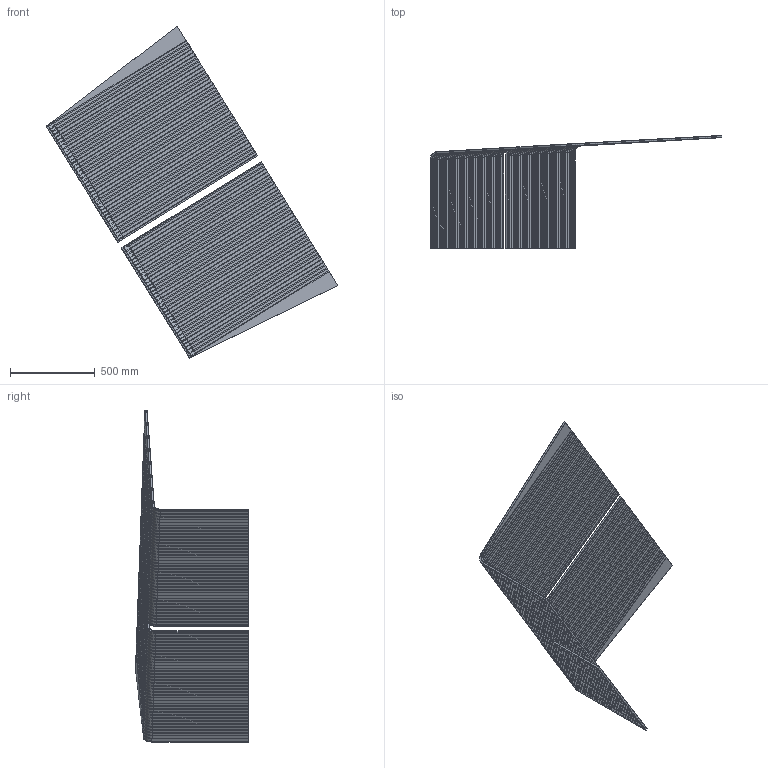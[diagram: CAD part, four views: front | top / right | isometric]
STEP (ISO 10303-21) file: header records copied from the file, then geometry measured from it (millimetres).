
FILE_DESCRIPTION(('FreeCAD Model'),'2;1');
FILE_NAME( 'detailed_HCLL/step/first_wall_material_sample_envelope_1.step', '2018-05-01T08:42:00',('FreeCAD'),('FreeCAD'), 'Open CASCADE STEP processor 7.2','FreeCAD','Unknown');
FILE_SCHEMA(('AUTOMOTIVE_DESIGN_CC2 { 1 2 10303 214 -1 1 5 4 }'));
Length unit declared in the file: millimetre
Products named in the file (85): Open CASCADE STEP translator 7.2 5; Open CASCADE STEP translator 7.2 5.1; Open CASCADE STEP translator 7.2 5.2; Open CASCADE STEP translator 7.2 5.3; Open CASCADE STEP translator 7.2 5.4; Open CASCADE STEP translator 7.2 5.5; Open CASCADE STEP translator 7.2 5.6; Open CASCADE STEP translator 7.2 5.7; Open CASCADE STEP translator 7.2 5.8; Open CASCADE STEP translator 7.2 5.9; Open CASCADE STEP translator 7.2 5.10; Open CASCADE STEP translator 7.2 5.11; Open CASCADE STEP translator 7.2 5.12; Open CASCADE STEP translator 7.2 5.13; Open CASCADE STEP translator 7.2 5.14; Open CASCADE STEP translator 7.2 5.15; Open CASCADE STEP translator 7.2 5.16; Open CASCADE STEP translator 7.2 5.17; Open CASCADE STEP translator 7.2 5.18; Open CASCADE STEP translator 7.2 5.19; Open CASCADE STEP translator 7.2 5.20; Open CASCADE STEP translator 7.2 5.21; Open CASCADE STEP translator 7.2 5.22; Open CASCADE STEP translator 7.2 5.23; Open CASCADE STEP translator 7.2 5.24; Open CASCADE STEP translator 7.2 5.25; Open CASCADE STEP translator 7.2 5.26; Open CASCADE STEP translator 7.2 5.27; Open CASCADE STEP translator 7.2 5.28; Open CASCADE STEP translator 7.2 5.29; Open CASCADE STEP translator 7.2 5.30; Open CASCADE STEP translator 7.2 5.31; Open CASCADE STEP translator 7.2 5.32; Open CASCADE STEP translator 7.2 5.33; Open CASCADE STEP translator 7.2 5.34; Open CASCADE STEP translator 7.2 5.35; Open CASCADE STEP translator 7.2 5.36; Open CASCADE STEP translator 7.2 5.37; Open CASCADE STEP translator 7.2 5.38; Open CASCADE STEP translator 7.2 5.39 ...
Assembly tree (84 placements, depth 2):
  Open CASCADE STEP translator 7.2 5
    Open CASCADE STEP translator 7.2 5.1
    Open CASCADE STEP translator 7.2 5.2
    Open CASCADE STEP translator 7.2 5.3
    Open CASCADE STEP translator 7.2 5.4
    Open CASCADE STEP translator 7.2 5.5
    Open CASCADE STEP translator 7.2 5.6
    Open CASCADE STEP translator 7.2 5.7
    Open CASCADE STEP translator 7.2 5.8
    Open CASCADE STEP translator 7.2 5.9
    Open CASCADE STEP translator 7.2 5.10
    Open CASCADE STEP translator 7.2 5.11
    Open CASCADE STEP translator 7.2 5.12
    Open CASCADE STEP translator 7.2 5.13
    Open CASCADE STEP translator 7.2 5.14
    Open CASCADE STEP translator 7.2 5.15
    Open CASCADE STEP translator 7.2 5.16
    Open CASCADE STEP translator 7.2 5.17
    Open CASCADE STEP translator 7.2 5.18
    Open CASCADE STEP translator 7.2 5.19
    Open CASCADE STEP translator 7.2 5.20
    Open CASCADE STEP translator 7.2 5.21
    Open CASCADE STEP translator 7.2 5.22
    Open CASCADE STEP translator 7.2 5.23
    Open CASCADE STEP translator 7.2 5.24
    Open CASCADE STEP translator 7.2 5.25
    Open CASCADE STEP translator 7.2 5.26
    Open CASCADE STEP translator 7.2 5.27
    Open CASCADE STEP translator 7.2 5.28
    Open CASCADE STEP translator 7.2 5.29
    Open CASCADE STEP translator 7.2 5.30
    Open CASCADE STEP translator 7.2 5.31
    Open CASCADE STEP translator 7.2 5.32
    Open CASCADE STEP translator 7.2 5.33
    Open CASCADE STEP translator 7.2 5.34
    Open CASCADE STEP translator 7.2 5.35
    Open CASCADE STEP translator 7.2 5.36
    Open CASCADE STEP translator 7.2 5.37
    Open CASCADE STEP translator 7.2 5.38
    Open CASCADE STEP translator 7.2 5.39
    Open CASCADE STEP translator 7.2 5.40
    Open CASCADE STEP translator 7.2 5.41
    Open CASCADE STEP translator 7.2 5.42
    Open CASCADE STEP translator 7.2 5.43
    Open CASCADE STEP translator 7.2 5.44
    Open CASCADE STEP translator 7.2 5.45
    Open CASCADE STEP translator 7.2 5.46
    Open CASCADE STEP translator 7.2 5.47
    Open CASCADE STEP translator 7.2 5.48
    Open CASCADE STEP translator 7.2 5.49
    Open CASCADE STEP translator 7.2 5.50
    Open CASCADE STEP translator 7.2 5.51
    Open CASCADE STEP translator 7.2 5.52
    Open CASCADE STEP translator 7.2 5.53
    Open CASCADE STEP translator 7.2 5.54
    Open CASCADE STEP translator 7.2 5.55
    Open CASCADE STEP translator 7.2 5.56
    Open CASCADE STEP translator 7.2 5.57
    Open CASCADE STEP translator 7.2 5.58
    Open CASCADE STEP translator 7.2 5.59
Bounding box: 1717.2 x 665.74 x 1955.04 mm (x, y, z)
Volume: 27067732.3 mm3; surface area: 16186029.1 mm2
Topology: 84 solids, 84 shells, 840 faces, 2328 edges, 1656 vertices
Faces by surface type: plane 672, cylinder 168
Entity records: 57352 total; most frequent: CARTESIAN_POINT 15565, DIRECTION 5534, ORIENTED_EDGE 4656, PCURVE 4656, DEFINITIONAL_REPRESENTATION 4656, B_SPLINE_CURVE_WITH_KNOTS 3636, LINE 2676, VECTOR 2676
